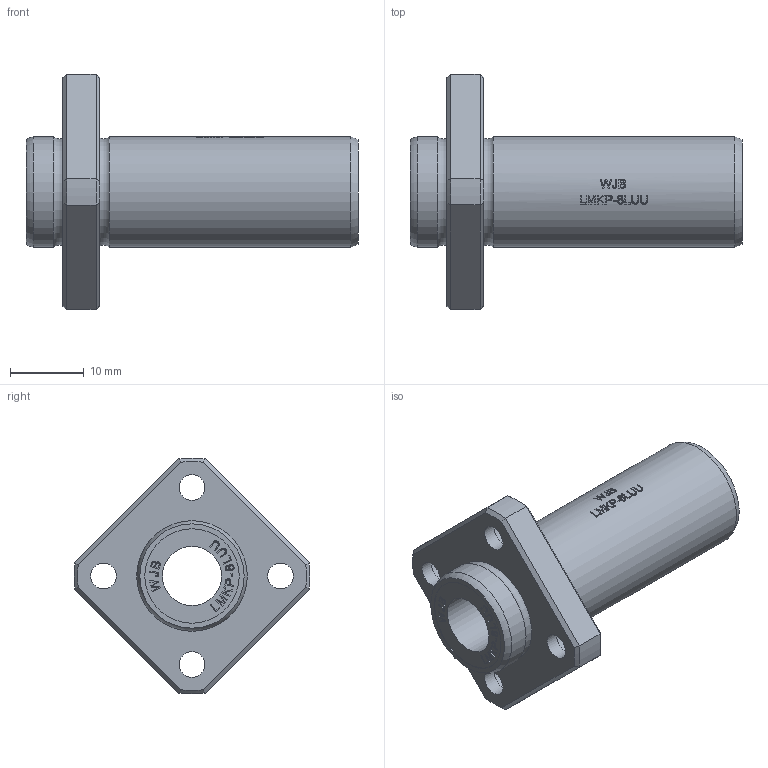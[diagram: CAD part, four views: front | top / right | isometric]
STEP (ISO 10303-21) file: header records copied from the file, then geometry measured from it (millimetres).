
FILE_DESCRIPTION(/* description */ (''),/* implementation_level */ '2;1');
FILE_NAME(/* name */ 'WJB-LMKP-8LUU.stp',/* time_stamp */ '2019-01-27T12:33:20+08:00',/* author */ (''),/* organization */ (''),/* preprocessor_version */ 'ST-DEVELOPER v11',/* originating_system */ 'SIEMENS UGS NX 6.0',/* authorisation */ '');
FILE_SCHEMA (('AUTOMOTIVE_DESIGN { 1 0 10303 214 1 1 1 1 }'));
Length unit declared in the file: millimetre
Products named in the file (1): ROCKE321z1eb
Bounding box: 45 x 31.98 x 31.98 mm (x, y, z)
Volume: 7356.8 mm3; surface area: 4813.5 mm2
Topology: 1 solids, 1 shells, 387 faces, 958 edges, 632 vertices
Faces by surface type: plane 242, extrusion 99, cylinder 34, cone 8, torus 4
Full cylindrical faces by diameter (mm): 3.5 x4, 6 x4, 8 x1, 12.8 x2, 15 x2
Entity records: 14519 total; most frequent: CARTESIAN_POINT 5933, ORIENTED_EDGE 1882, DIRECTION 1372, EDGE_CURVE 941, VERTEX_POINT 632, VECTOR 570, EDGE_LOOP 473, LINE 471
